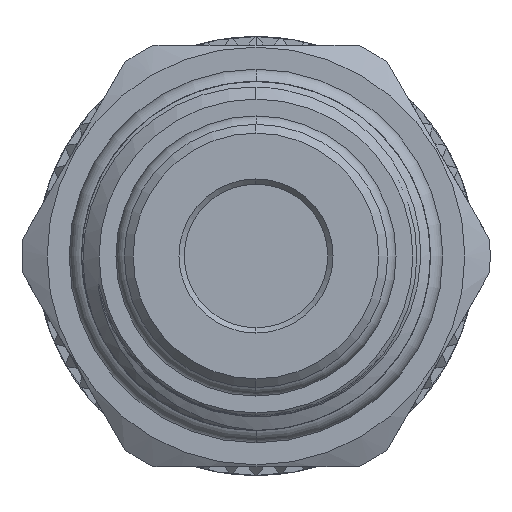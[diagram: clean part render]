
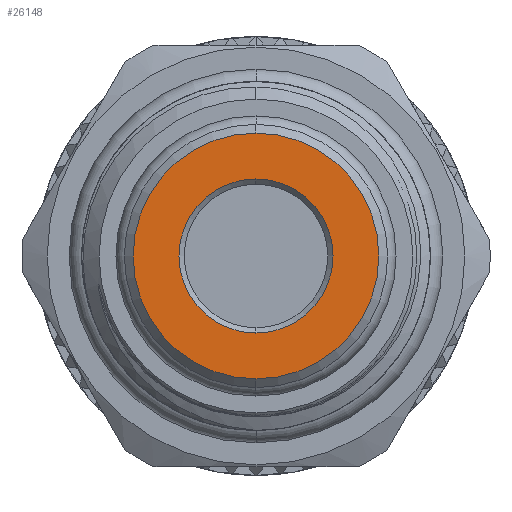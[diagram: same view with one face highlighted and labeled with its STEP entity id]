
A CAD part, left-side view. The second image highlights one B-rep face of the part: STEP entity #26148.
In plain terms, the highlighted planar face has unit normal (-1, 0, 0).
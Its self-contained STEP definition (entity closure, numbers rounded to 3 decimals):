
#288 = EDGE_LOOP ( 'NONE', ( #18322, #31950 ) ) ;
#524 = DIRECTION ( 'NONE',  ( 1., 0., 0. ) ) ;
#1150 = AXIS2_PLACEMENT_3D ( 'NONE', #13763, #10965, #27860 ) ;
#2379 = AXIS2_PLACEMENT_3D ( 'NONE', #18526, #18403, #26921 ) ;
#2948 = EDGE_LOOP ( 'NONE', ( #6234, #20486 ) ) ;
#3049 = CIRCLE ( 'NONE', #1150, 7. ) ;
#3092 = CARTESIAN_POINT ( 'NONE',  ( 0., 0., 7. ) ) ;
#4051 = CARTESIAN_POINT ( 'NONE',  ( 0., 0., -7. ) ) ;
#5512 = VERTEX_POINT ( 'NONE', #4051 ) ;
#5627 = CIRCLE ( 'NONE', #2379, 7. ) ;
#5768 = PLANE ( 'NONE',  #26734 ) ;
#6234 = ORIENTED_EDGE ( 'NONE', *, *, #29442, .T. ) ;
#7948 = AXIS2_PLACEMENT_3D ( 'NONE', #17139, #524, #20167 ) ;
#8263 = EDGE_CURVE ( 'NONE', #29996, #13908, #16121, .T. ) ;
#8943 = FACE_BOUND ( 'NONE', #288, .T. ) ;
#10965 = DIRECTION ( 'NONE',  ( -1., 0., 0. ) ) ;
#12104 = DIRECTION ( 'NONE',  ( 1., 0., 0. ) ) ;
#13443 = EDGE_CURVE ( 'NONE', #21970, #5512, #3049, .T. ) ;
#13763 = CARTESIAN_POINT ( 'NONE',  ( 0., 0., 0. ) ) ;
#13908 = VERTEX_POINT ( 'NONE', #30580 ) ;
#14243 = CARTESIAN_POINT ( 'NONE',  ( 0., 0., 0. ) ) ;
#15013 = CARTESIAN_POINT ( 'NONE',  ( 0., 0., 0. ) ) ;
#16121 = CIRCLE ( 'NONE', #7948, 4.39 ) ;
#16790 = CARTESIAN_POINT ( 'NONE',  ( 0., 0., -4.39 ) ) ;
#17139 = CARTESIAN_POINT ( 'NONE',  ( 0., 0., 0. ) ) ;
#18322 = ORIENTED_EDGE ( 'NONE', *, *, #23260, .T. ) ;
#18403 = DIRECTION ( 'NONE',  ( -1., 0., 0. ) ) ;
#18526 = CARTESIAN_POINT ( 'NONE',  ( 0., 0., 0. ) ) ;
#18945 = FACE_OUTER_BOUND ( 'NONE', #2948, .T. ) ;
#20167 = DIRECTION ( 'NONE',  ( 0., 0., -1. ) ) ;
#20486 = ORIENTED_EDGE ( 'NONE', *, *, #13443, .T. ) ;
#21970 = VERTEX_POINT ( 'NONE', #3092 ) ;
#22272 = AXIS2_PLACEMENT_3D ( 'NONE', #15013, #12104, #26083 ) ;
#23260 = EDGE_CURVE ( 'NONE', #13908, #29996, #29564, .T. ) ;
#26083 = DIRECTION ( 'NONE',  ( 0., 0., -1. ) ) ;
#26148 = ADVANCED_FACE ( 'NONE', ( #8943, #18945 ), #5768, .F. ) ;
#26734 = AXIS2_PLACEMENT_3D ( 'NONE', #14243, #33781, #30993 ) ;
#26921 = DIRECTION ( 'NONE',  ( 0., 0., -1. ) ) ;
#27860 = DIRECTION ( 'NONE',  ( 0., 0., -1. ) ) ;
#29442 = EDGE_CURVE ( 'NONE', #5512, #21970, #5627, .T. ) ;
#29564 = CIRCLE ( 'NONE', #22272, 4.39 ) ;
#29996 = VERTEX_POINT ( 'NONE', #16790 ) ;
#30580 = CARTESIAN_POINT ( 'NONE',  ( 0., 0., 4.39 ) ) ;
#30993 = DIRECTION ( 'NONE',  ( 0., 0., -1. ) ) ;
#31950 = ORIENTED_EDGE ( 'NONE', *, *, #8263, .T. ) ;
#33781 = DIRECTION ( 'NONE',  ( 1., 0., 0. ) ) ;
